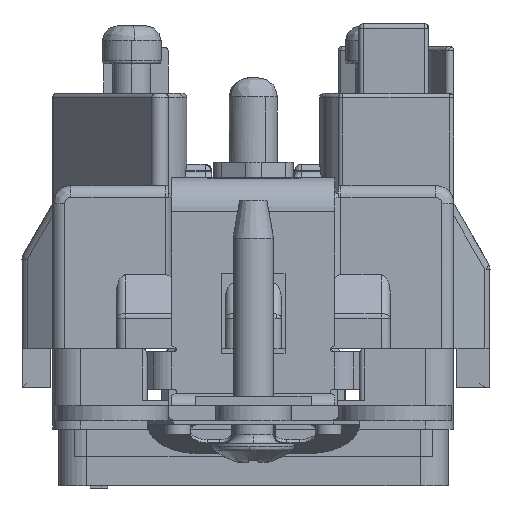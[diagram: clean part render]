
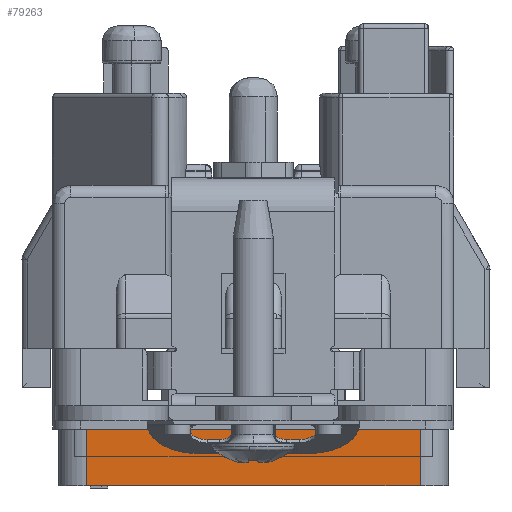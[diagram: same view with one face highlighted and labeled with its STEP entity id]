
A CAD part, front view. The second image highlights one B-rep face of the part: STEP entity #79263.
In plain terms, the highlighted planar face has unit normal (0, -1, 0).
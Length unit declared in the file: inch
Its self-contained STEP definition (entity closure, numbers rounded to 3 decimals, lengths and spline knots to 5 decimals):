
#4028 = ORIENTED_EDGE ( 'NONE', *, *, #45965, .F. ) ;
#7343 = PLANE ( 'NONE',  #60518 ) ;
#8819 = VECTOR ( 'NONE', #47019, 39.37008 ) ;
#9917 = CARTESIAN_POINT ( 'NONE',  ( -0.552, -1.305, -0.45812 ) ) ;
#10373 = CARTESIAN_POINT ( 'NONE',  ( 0.552, -1.305, -0.458 ) ) ;
#13301 = VERTEX_POINT ( 'NONE', #37836 ) ;
#17035 = EDGE_CURVE ( 'NONE', #13301, #55892, #34721, .T. ) ;
#20758 = VERTEX_POINT ( 'NONE', #10373 ) ;
#22310 = VECTOR ( 'NONE', #58087, 39.37008 ) ;
#25518 = VECTOR ( 'NONE', #78433, 39.37008 ) ;
#29281 = LINE ( 'NONE', #53830, #25518 ) ;
#29871 = EDGE_LOOP ( 'NONE', ( #64753, #49693, #64846, #4028 ) ) ;
#30567 = FACE_OUTER_BOUND ( 'NONE', #29871, .T. ) ;
#31350 = DIRECTION ( 'NONE',  ( 0., 1., 0. ) ) ;
#34721 = LINE ( 'NONE', #9917, #22310 ) ;
#37836 = CARTESIAN_POINT ( 'NONE',  ( -0.552, -1.305, -0.458 ) ) ;
#38616 = LINE ( 'NONE', #70413, #8819 ) ;
#41822 = CARTESIAN_POINT ( 'NONE',  ( -0.55212, -1.305, -0.271 ) ) ;
#43581 = VERTEX_POINT ( 'NONE', #58372 ) ;
#44711 = CARTESIAN_POINT ( 'NONE',  ( -0.552, -1.305, -0.271 ) ) ;
#45965 = EDGE_CURVE ( 'NONE', #55892, #43581, #54332, .T. ) ;
#47019 = DIRECTION ( 'NONE',  ( 0., 0., -1. ) ) ;
#47184 = EDGE_CURVE ( 'NONE', #20758, #13301, #29281, .T. ) ;
#49693 = ORIENTED_EDGE ( 'NONE', *, *, #47184, .F. ) ;
#53830 = CARTESIAN_POINT ( 'NONE',  ( 0.64512, -1.305, -0.458 ) ) ;
#54332 = LINE ( 'NONE', #41822, #65375 ) ;
#55892 = VERTEX_POINT ( 'NONE', #44711 ) ;
#55908 = CARTESIAN_POINT ( 'NONE',  ( -0.55212, -1.305, -0.27088 ) ) ;
#56290 = DIRECTION ( 'NONE',  ( 0., 0., 1. ) ) ;
#58087 = DIRECTION ( 'NONE',  ( 0., 0., 1. ) ) ;
#58372 = CARTESIAN_POINT ( 'NONE',  ( 0.552, -1.305, -0.271 ) ) ;
#60518 = AXIS2_PLACEMENT_3D ( 'NONE', #55908, #31350, #56290 ) ;
#64753 = ORIENTED_EDGE ( 'NONE', *, *, #17035, .F. ) ;
#64846 = ORIENTED_EDGE ( 'NONE', *, *, #67490, .F. ) ;
#65375 = VECTOR ( 'NONE', #78156, 39.37008 ) ;
#67490 = EDGE_CURVE ( 'NONE', #43581, #20758, #38616, .T. ) ;
#70413 = CARTESIAN_POINT ( 'NONE',  ( 0.552, -1.305, -0.27088 ) ) ;
#78156 = DIRECTION ( 'NONE',  ( 1., 0., 0. ) ) ;
#78433 = DIRECTION ( 'NONE',  ( -1., 0., 0. ) ) ;
#79263 = ADVANCED_FACE ( 'NONE', ( #30567 ), #7343, .F. ) ;
